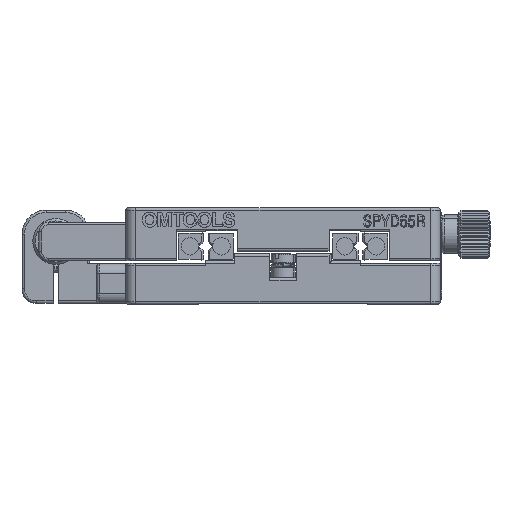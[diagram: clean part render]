
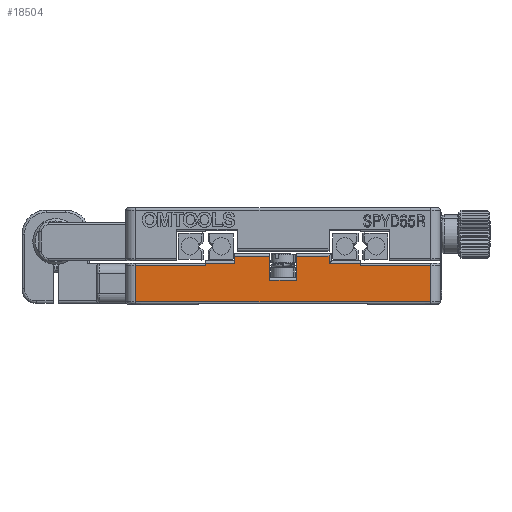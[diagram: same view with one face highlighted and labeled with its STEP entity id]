
A CAD part, front view. The second image highlights one B-rep face of the part: STEP entity #18504.
In plain terms, the highlighted planar face has unit normal (0, -1, 0).
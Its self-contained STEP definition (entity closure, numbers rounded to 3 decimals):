
#445 = ORIENTED_EDGE ( 'NONE', *, *, #7615, .T. ) ;
#465 = VERTEX_POINT ( 'NONE', #19118 ) ;
#1033 = VECTOR ( 'NONE', #7669, 1000. ) ;
#1048 = LINE ( 'NONE', #3510, #20090 ) ;
#1050 = VERTEX_POINT ( 'NONE', #26309 ) ;
#1232 = VERTEX_POINT ( 'NONE', #12484 ) ;
#1379 = VERTEX_POINT ( 'NONE', #5417 ) ;
#1563 = AXIS2_PLACEMENT_3D ( 'NONE', #15408, #28389, #22373 ) ;
#1693 = VERTEX_POINT ( 'NONE', #30131 ) ;
#1792 = DIRECTION ( 'NONE',  ( 0., 0., 1. ) ) ;
#2129 = CARTESIAN_POINT ( 'NONE',  ( -32.5, -32.5, 0.5 ) ) ;
#2387 = ORIENTED_EDGE ( 'NONE', *, *, #29553, .T. ) ;
#2411 = DIRECTION ( 'NONE',  ( -1., 0., 0. ) ) ;
#2426 = CARTESIAN_POINT ( 'NONE',  ( 2.75, -32.5, 10.5 ) ) ;
#2859 = LINE ( 'NONE', #20338, #7226 ) ;
#3405 = EDGE_CURVE ( 'NONE', #18085, #7521, #16180, .T. ) ;
#3510 = CARTESIAN_POINT ( 'NONE',  ( -10., -32.5, 9. ) ) ;
#4037 = CARTESIAN_POINT ( 'NONE',  ( -16., -32.5, 10.5 ) ) ;
#4572 = EDGE_CURVE ( 'NONE', #1693, #13667, #15555, .T. ) ;
#4745 = CARTESIAN_POINT ( 'NONE',  ( -10., -32.5, 10. ) ) ;
#5339 = VERTEX_POINT ( 'NONE', #15482 ) ;
#5362 = EDGE_CURVE ( 'NONE', #7521, #30235, #29580, .T. ) ;
#5417 = CARTESIAN_POINT ( 'NONE',  ( -10., -32.5, 8.5 ) ) ;
#5627 = VECTOR ( 'NONE', #16113, 1000. ) ;
#5780 = CARTESIAN_POINT ( 'NONE',  ( -2.75, -32.5, 5. ) ) ;
#5842 = EDGE_CURVE ( 'NONE', #6288, #7996, #18263, .T. ) ;
#6273 = ORIENTED_EDGE ( 'NONE', *, *, #18656, .T. ) ;
#6288 = VERTEX_POINT ( 'NONE', #16747 ) ;
#6616 = DIRECTION ( 'NONE',  ( -1., 0., 0. ) ) ;
#6804 = CARTESIAN_POINT ( 'NONE',  ( 16., -32.5, 8. ) ) ;
#6927 = EDGE_CURVE ( 'NONE', #1050, #12315, #7107, .T. ) ;
#7107 = LINE ( 'NONE', #13637, #27428 ) ;
#7226 = VECTOR ( 'NONE', #22345, 1000. ) ;
#7521 = VERTEX_POINT ( 'NONE', #25220 ) ;
#7615 = EDGE_CURVE ( 'NONE', #10974, #6288, #22258, .T. ) ;
#7669 = DIRECTION ( 'NONE',  ( -1., 0., 0. ) ) ;
#7797 = CARTESIAN_POINT ( 'NONE',  ( -30.5, -32.5, 0.5 ) ) ;
#7907 = CARTESIAN_POINT ( 'NONE',  ( -30.5, -32.5, 8. ) ) ;
#7952 = DIRECTION ( 'NONE',  ( 0., 0., 1. ) ) ;
#7996 = VERTEX_POINT ( 'NONE', #22906 ) ;
#8022 = DIRECTION ( 'NONE',  ( 0., 0., -1. ) ) ;
#8160 = EDGE_CURVE ( 'NONE', #1379, #7996, #1048, .T. ) ;
#9030 = LINE ( 'NONE', #4037, #18920 ) ;
#9935 = DIRECTION ( 'NONE',  ( 0., 0., -1. ) ) ;
#10129 = DIRECTION ( 'NONE',  ( 1., 0., 0. ) ) ;
#10668 = VERTEX_POINT ( 'NONE', #25669 ) ;
#10737 = CARTESIAN_POINT ( 'NONE',  ( 16., -32.5, 8.5 ) ) ;
#10974 = VERTEX_POINT ( 'NONE', #5780 ) ;
#12090 = DIRECTION ( 'NONE',  ( 0., 0., 1. ) ) ;
#12315 = VERTEX_POINT ( 'NONE', #6804 ) ;
#12437 = VECTOR ( 'NONE', #1792, 1000. ) ;
#12463 = VECTOR ( 'NONE', #19371, 1000. ) ;
#12484 = CARTESIAN_POINT ( 'NONE',  ( 30.5, -32.5, 0.5 ) ) ;
#12800 = VECTOR ( 'NONE', #12090, 1000. ) ;
#13637 = CARTESIAN_POINT ( 'NONE',  ( 16., -32.5, 8. ) ) ;
#13667 = VERTEX_POINT ( 'NONE', #7797 ) ;
#13806 = ORIENTED_EDGE ( 'NONE', *, *, #30051, .T. ) ;
#14244 = EDGE_CURVE ( 'NONE', #1379, #27544, #20878, .T. ) ;
#14284 = EDGE_CURVE ( 'NONE', #465, #1693, #22884, .T. ) ;
#14389 = FACE_OUTER_BOUND ( 'NONE', #21794, .T. ) ;
#14755 = EDGE_CURVE ( 'NONE', #27544, #465, #9030, .T. ) ;
#15242 = EDGE_CURVE ( 'NONE', #30235, #10668, #26106, .T. ) ;
#15364 = ORIENTED_EDGE ( 'NONE', *, *, #14284, .T. ) ;
#15408 = CARTESIAN_POINT ( 'NONE',  ( -32.5, -32.5, 10.5 ) ) ;
#15482 = CARTESIAN_POINT ( 'NONE',  ( 2.75, -32.5, 5. ) ) ;
#15547 = VECTOR ( 'NONE', #7952, 1000. ) ;
#15555 = LINE ( 'NONE', #24006, #23145 ) ;
#16113 = DIRECTION ( 'NONE',  ( 0., 0., 1. ) ) ;
#16180 = LINE ( 'NONE', #22148, #1033 ) ;
#16747 = CARTESIAN_POINT ( 'NONE',  ( -2.75, -32.5, 10. ) ) ;
#16973 = CARTESIAN_POINT ( 'NONE',  ( 30.5, -32.5, 10.5 ) ) ;
#17564 = ORIENTED_EDGE ( 'NONE', *, *, #5362, .T. ) ;
#17621 = EDGE_CURVE ( 'NONE', #1232, #1050, #28470, .T. ) ;
#18085 = VERTEX_POINT ( 'NONE', #10737 ) ;
#18263 = LINE ( 'NONE', #4745, #27275 ) ;
#18504 = ADVANCED_FACE ( 'NONE', ( #14389 ), #30349, .F. ) ;
#18656 = EDGE_CURVE ( 'NONE', #10668, #5339, #23407, .T. ) ;
#18920 = VECTOR ( 'NONE', #26534, 1000. ) ;
#19118 = CARTESIAN_POINT ( 'NONE',  ( -16., -32.5, 8. ) ) ;
#19197 = CARTESIAN_POINT ( 'NONE',  ( -16., -32.5, 8.5 ) ) ;
#19371 = DIRECTION ( 'NONE',  ( -1., 0., 0. ) ) ;
#19606 = VECTOR ( 'NONE', #10129, 1000. ) ;
#19902 = VECTOR ( 'NONE', #2411, 1000. ) ;
#20090 = VECTOR ( 'NONE', #22026, 1000. ) ;
#20119 = CARTESIAN_POINT ( 'NONE',  ( 2.75, -32.5, 10. ) ) ;
#20206 = ORIENTED_EDGE ( 'NONE', *, *, #14244, .T. ) ;
#20338 = CARTESIAN_POINT ( 'NONE',  ( -32.5, -32.5, 5. ) ) ;
#20751 = CARTESIAN_POINT ( 'NONE',  ( -2.75, -32.5, 10.5 ) ) ;
#20832 = ORIENTED_EDGE ( 'NONE', *, *, #5842, .T. ) ;
#20878 = LINE ( 'NONE', #30869, #12463 ) ;
#21033 = EDGE_CURVE ( 'NONE', #12315, #18085, #27041, .T. ) ;
#21122 = DIRECTION ( 'NONE',  ( -1., 0., 0. ) ) ;
#21533 = ORIENTED_EDGE ( 'NONE', *, *, #17621, .T. ) ;
#21612 = CARTESIAN_POINT ( 'NONE',  ( 9.5, -32.5, 10.5 ) ) ;
#21794 = EDGE_LOOP ( 'NONE', ( #21533, #26013, #26793, #23321, #17564, #23280, #6273, #2387, #445, #20832, #22818, #20206, #23833, #15364, #21868, #13806 ) ) ;
#21868 = ORIENTED_EDGE ( 'NONE', *, *, #4572, .T. ) ;
#22026 = DIRECTION ( 'NONE',  ( 0., 0., 1. ) ) ;
#22114 = LINE ( 'NONE', #2129, #19606 ) ;
#22148 = CARTESIAN_POINT ( 'NONE',  ( -32.5, -32.5, 8.5 ) ) ;
#22258 = LINE ( 'NONE', #20751, #12437 ) ;
#22345 = DIRECTION ( 'NONE',  ( -1., 0., 0. ) ) ;
#22373 = DIRECTION ( 'NONE',  ( 0., 0., 1. ) ) ;
#22818 = ORIENTED_EDGE ( 'NONE', *, *, #8160, .F. ) ;
#22884 = LINE ( 'NONE', #7907, #19902 ) ;
#22906 = CARTESIAN_POINT ( 'NONE',  ( -10., -32.5, 10. ) ) ;
#23145 = VECTOR ( 'NONE', #8022, 1000. ) ;
#23280 = ORIENTED_EDGE ( 'NONE', *, *, #15242, .T. ) ;
#23321 = ORIENTED_EDGE ( 'NONE', *, *, #3405, .T. ) ;
#23407 = LINE ( 'NONE', #2426, #28546 ) ;
#23833 = ORIENTED_EDGE ( 'NONE', *, *, #14755, .T. ) ;
#24006 = CARTESIAN_POINT ( 'NONE',  ( -30.5, -32.5, 10.5 ) ) ;
#24741 = DIRECTION ( 'NONE',  ( -1., 0., 0. ) ) ;
#25220 = CARTESIAN_POINT ( 'NONE',  ( 9.5, -32.5, 8.5 ) ) ;
#25536 = CARTESIAN_POINT ( 'NONE',  ( 16., -32.5, 10.5 ) ) ;
#25669 = CARTESIAN_POINT ( 'NONE',  ( 2.75, -32.5, 10. ) ) ;
#26013 = ORIENTED_EDGE ( 'NONE', *, *, #6927, .T. ) ;
#26106 = LINE ( 'NONE', #20119, #29176 ) ;
#26309 = CARTESIAN_POINT ( 'NONE',  ( 30.5, -32.5, 8. ) ) ;
#26534 = DIRECTION ( 'NONE',  ( 0., 0., -1. ) ) ;
#26793 = ORIENTED_EDGE ( 'NONE', *, *, #21033, .T. ) ;
#27041 = LINE ( 'NONE', #25536, #12800 ) ;
#27183 = CARTESIAN_POINT ( 'NONE',  ( 9.5, -32.5, 10. ) ) ;
#27275 = VECTOR ( 'NONE', #24741, 1000. ) ;
#27428 = VECTOR ( 'NONE', #21122, 1000. ) ;
#27544 = VERTEX_POINT ( 'NONE', #19197 ) ;
#28389 = DIRECTION ( 'NONE',  ( 0., 1., 0. ) ) ;
#28470 = LINE ( 'NONE', #16973, #15547 ) ;
#28546 = VECTOR ( 'NONE', #9935, 1000. ) ;
#29176 = VECTOR ( 'NONE', #6616, 1000. ) ;
#29553 = EDGE_CURVE ( 'NONE', #5339, #10974, #2859, .T. ) ;
#29580 = LINE ( 'NONE', #21612, #5627 ) ;
#30051 = EDGE_CURVE ( 'NONE', #13667, #1232, #22114, .T. ) ;
#30131 = CARTESIAN_POINT ( 'NONE',  ( -30.5, -32.5, 8. ) ) ;
#30235 = VERTEX_POINT ( 'NONE', #27183 ) ;
#30349 = PLANE ( 'NONE',  #1563 ) ;
#30869 = CARTESIAN_POINT ( 'NONE',  ( -16., -32.5, 8.5 ) ) ;
